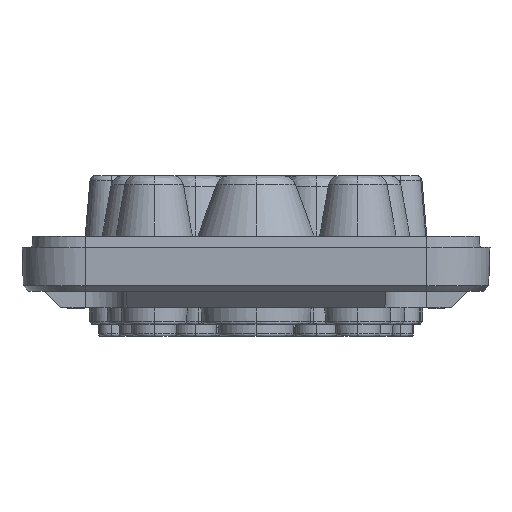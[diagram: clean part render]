
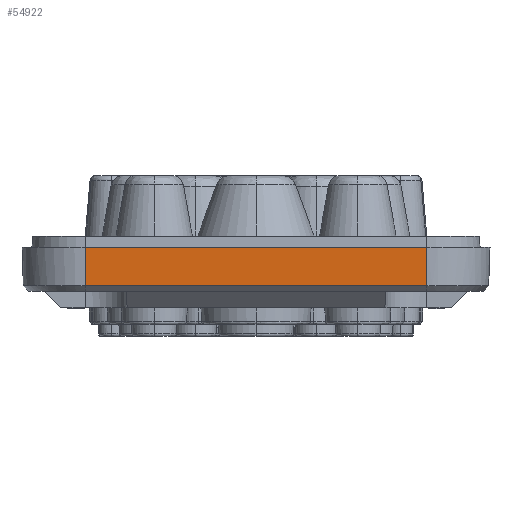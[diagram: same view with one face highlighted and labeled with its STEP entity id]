
A CAD part, left-side view. The second image highlights one B-rep face of the part: STEP entity #54922.
In plain terms, the highlighted planar face has unit normal (-0.999, 0, -0.035).
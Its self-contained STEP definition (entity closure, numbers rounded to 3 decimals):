
#676 = CARTESIAN_POINT ( 'NONE',  ( -175.314, -28.41, 0. ) ) ;
#758 = LINE ( 'NONE', #25618, #23909 ) ;
#1909 = EDGE_CURVE ( 'NONE', #50436, #46061, #36157, .T. ) ;
#4797 = VERTEX_POINT ( 'NONE', #52735 ) ;
#5949 = LINE ( 'NONE', #19440, #52291 ) ;
#6101 = LINE ( 'NONE', #11490, #28535 ) ;
#6607 = EDGE_CURVE ( 'NONE', #4797, #50328, #5949, .T. ) ;
#7594 = ORIENTED_EDGE ( 'NONE', *, *, #6607, .T. ) ;
#9117 = FACE_OUTER_BOUND ( 'NONE', #32883, .T. ) ;
#9263 = AXIS2_PLACEMENT_3D ( 'NONE', #676, #14627, #28361 ) ;
#11490 = CARTESIAN_POINT ( 'NONE',  ( -175.314, -28.41, 0. ) ) ;
#14627 = DIRECTION ( 'NONE',  ( -0.999, 0., -0.035 ) ) ;
#14915 = CARTESIAN_POINT ( 'NONE',  ( -175.069, -49.077, -7.001 ) ) ;
#19440 = CARTESIAN_POINT ( 'NONE',  ( -175.314, -52.148, 0. ) ) ;
#22193 = DIRECTION ( 'NONE',  ( 0.035, 0., -0.999 ) ) ;
#23909 = VECTOR ( 'NONE', #34733, 1000. ) ;
#24403 = CARTESIAN_POINT ( 'NONE',  ( -175.069, -28.41, -7. ) ) ;
#24423 = CARTESIAN_POINT ( 'NONE',  ( -175.069, -90.41, -7. ) ) ;
#24576 = ORIENTED_EDGE ( 'NONE', *, *, #31597, .T. ) ;
#25334 = CARTESIAN_POINT ( 'NONE',  ( -175.314, -28.41, 0. ) ) ;
#25618 = CARTESIAN_POINT ( 'NONE',  ( -175.314, -90.41, 0. ) ) ;
#26086 = ORIENTED_EDGE ( 'NONE', *, *, #1909, .F. ) ;
#28361 = DIRECTION ( 'NONE',  ( -0.035, 0., 0.999 ) ) ;
#28535 = VECTOR ( 'NONE', #22193, 1000. ) ;
#28845 = CARTESIAN_POINT ( 'NONE',  ( -175.069, -69.744, -7.001 ) ) ;
#31597 = EDGE_CURVE ( 'NONE', #50328, #46061, #6101, .T. ) ;
#32883 = EDGE_LOOP ( 'NONE', ( #24576, #26086, #45030, #7594 ) ) ;
#34733 = DIRECTION ( 'NONE',  ( 0.035, 0., -0.999 ) ) ;
#35849 = CARTESIAN_POINT ( 'NONE',  ( -175.069, -28.41, -7. ) ) ;
#36157 = B_SPLINE_CURVE_WITH_KNOTS ( 'NONE', 3,
 ( #52344, #28845, #14915, #24403 ),
 .UNSPECIFIED., .F., .F.,
 ( 4, 4 ),
 ( 0., 1. ),
 .UNSPECIFIED. ) ;
#38057 = EDGE_CURVE ( 'NONE', #4797, #50436, #758, .T. ) ;
#45030 = ORIENTED_EDGE ( 'NONE', *, *, #38057, .F. ) ;
#46061 = VERTEX_POINT ( 'NONE', #35849 ) ;
#46654 = PLANE ( 'NONE',  #9263 ) ;
#50328 = VERTEX_POINT ( 'NONE', #25334 ) ;
#50436 = VERTEX_POINT ( 'NONE', #24423 ) ;
#51440 = DIRECTION ( 'NONE',  ( 0., 1., 0. ) ) ;
#52291 = VECTOR ( 'NONE', #51440, 1000. ) ;
#52344 = CARTESIAN_POINT ( 'NONE',  ( -175.069, -90.41, -7. ) ) ;
#52735 = CARTESIAN_POINT ( 'NONE',  ( -175.314, -90.41, 0. ) ) ;
#54922 = ADVANCED_FACE ( 'NONE', ( #9117 ), #46654, .T. ) ;
